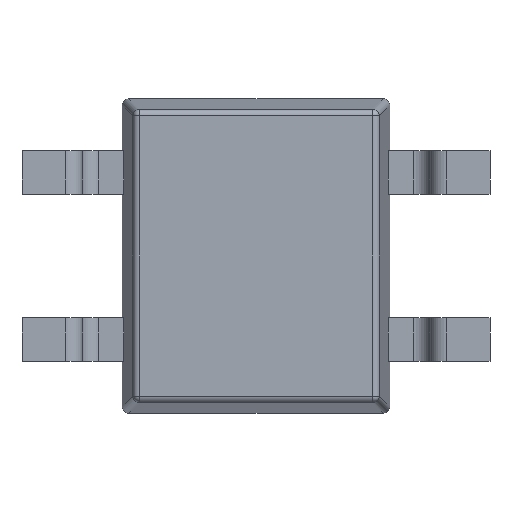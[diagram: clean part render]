
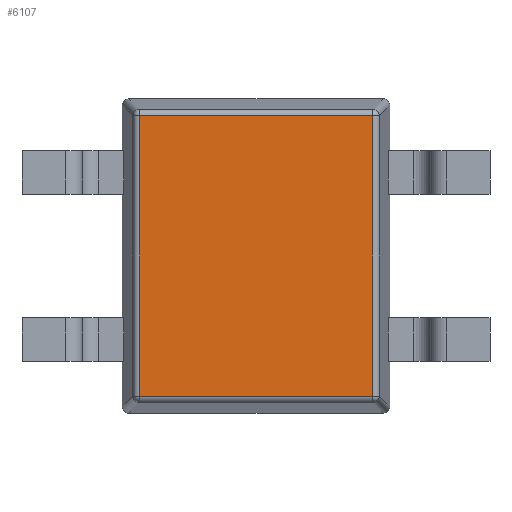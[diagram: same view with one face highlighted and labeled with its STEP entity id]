
A CAD part, front view. The second image highlights one B-rep face of the part: STEP entity #6107.
In plain terms, the highlighted planar face has unit normal (0, -1, 0).
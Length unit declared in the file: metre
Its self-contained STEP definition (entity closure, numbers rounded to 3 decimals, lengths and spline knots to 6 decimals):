
#568=LINE('',#11052,#1105);
#571=LINE('',#11059,#1108);
#572=LINE('',#11072,#1109);
#581=LINE('',#11099,#1118);
#1105=VECTOR('',#8695,1.);
#1108=VECTOR('',#8702,1.);
#1109=VECTOR('',#8719,1.);
#1118=VECTOR('',#8752,1.);
#2899=ORIENTED_EDGE('',*,*,#3974,.T.);
#2900=ORIENTED_EDGE('',*,*,#3984,.T.);
#2901=ORIENTED_EDGE('',*,*,#3999,.T.);
#2902=ORIENTED_EDGE('',*,*,#3978,.T.);
#3974=EDGE_CURVE('',#4570,#4575,#568,.T.);
#3978=EDGE_CURVE('',#4576,#4570,#571,.T.);
#3984=EDGE_CURVE('',#4575,#4581,#572,.T.);
#3999=EDGE_CURVE('',#4581,#4576,#581,.T.);
#4570=VERTEX_POINT('',#11030);
#4575=VERTEX_POINT('',#11049);
#4576=VERTEX_POINT('',#11056);
#4581=VERTEX_POINT('',#11071);
#5122=EDGE_LOOP('',(#2899,#2900,#2901,#2902));
#5473=FACE_BOUND('',#5122,.T.);
#5683=PLANE('',#7205);
#6107=ADVANCED_FACE('',(#5473),#5683,.F.);
#7205=AXIS2_PLACEMENT_3D('',#11117,#8776,#8777);
#8695=DIRECTION('',(0.,0.,-1.));
#8702=DIRECTION('',(-1.,0.,0.));
#8719=DIRECTION('',(1.,0.,0.));
#8752=DIRECTION('',(0.,0.,1.));
#8776=DIRECTION('',(0.,1.,0.));
#8777=DIRECTION('',(1.,0.,0.));
#11030=CARTESIAN_POINT('',(-0.001745,0.0002,0.002094));
#11049=CARTESIAN_POINT('',(-0.001745,0.0002,-0.002094));
#11052=CARTESIAN_POINT('',(-0.001745,0.0002,-0.002181));
#11056=CARTESIAN_POINT('',(0.001744,0.0002,0.002094));
#11059=CARTESIAN_POINT('',(-0.001832,0.0002,0.002094));
#11071=CARTESIAN_POINT('',(0.001744,0.0002,-0.002094));
#11072=CARTESIAN_POINT('',(0.001831,0.0002,-0.002094));
#11099=CARTESIAN_POINT('',(0.001744,0.0002,0.002181));
#11117=CARTESIAN_POINT('',(0.,0.0002,0.));
